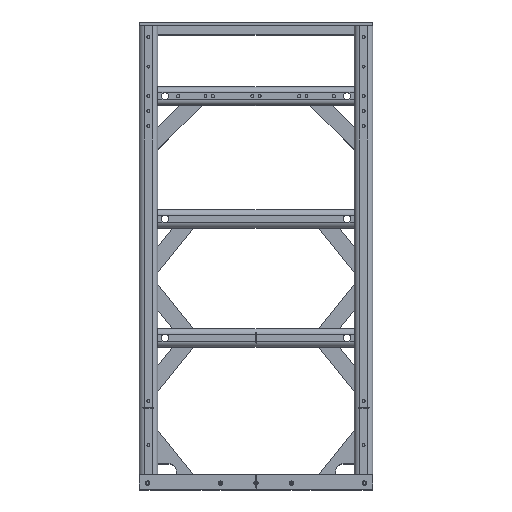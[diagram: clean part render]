
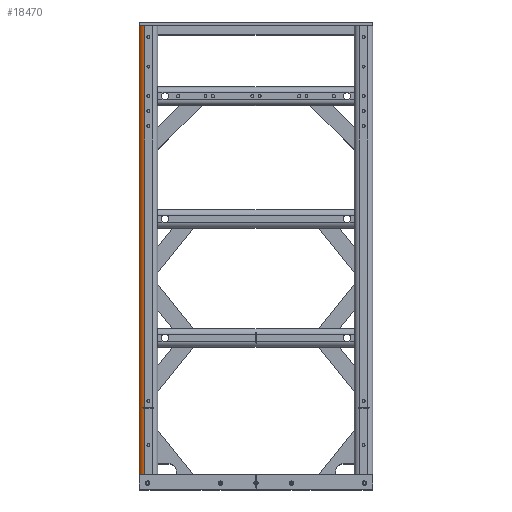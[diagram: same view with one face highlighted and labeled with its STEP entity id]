
A CAD part, top view. The second image highlights one B-rep face of the part: STEP entity #18470.
In plain terms, the highlighted cylindrical face has radius 9.525 mm (diameter 19.05 mm), a partial arc.
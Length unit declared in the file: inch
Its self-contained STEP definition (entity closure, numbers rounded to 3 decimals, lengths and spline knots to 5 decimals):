
#5173 = CARTESIAN_POINT ( 'NONE',  ( -7.87402, 0., 3.95571 ) ) ;
#5661 =( BOUNDED_CURVE ( )  B_SPLINE_CURVE ( 3, ( #5715, #5714, #5713, #5712 ),
 .UNSPECIFIED., .F., .T. ) 
 B_SPLINE_CURVE_WITH_KNOTS ( ( 4, 4 ),
 ( 0., 0.32807 ),
 .UNSPECIFIED. ) 
 CURVE ( )  GEOMETRIC_REPRESENTATION_ITEM ( )  RATIONAL_B_SPLINE_CURVE ( ( 1., 0.991, 0.991, 1. ) ) 
 REPRESENTATION_ITEM ( '' )  );
#5663 = DIRECTION ( 'NONE',  ( 0., -1., 0. ) ) ;
#5664 = VECTOR ( 'NONE', #5663, 39.37008 ) ;
#5667 = CARTESIAN_POINT ( 'NONE',  ( -7.49902, 30.27713, 4.33071 ) ) ;
#5668 = LINE ( 'NONE', #5667, #5664 ) ;
#5669 = CYLINDRICAL_SURFACE ( 'NONE', #5680, 0.375 ) ;
#5674 = DIRECTION ( 'NONE',  ( 0., -1., 0. ) ) ;
#5675 = CARTESIAN_POINT ( 'NONE',  ( -7.49902, 0., 4.33071 ) ) ;
#5676 = CARTESIAN_POINT ( 'NONE',  ( -7.49902, 30.27713, 3.95571 ) ) ;
#5677 = FACE_OUTER_BOUND ( 'NONE', #18476, .T. ) ;
#5678 = DIRECTION ( 'NONE',  ( 0., 0., -1. ) ) ;
#5680 = AXIS2_PLACEMENT_3D ( 'NONE', #5676, #5674, #5678 ) ;
#5712 = CARTESIAN_POINT ( 'NONE',  ( -7.61985, 4.51263, 4.31071 ) ) ;
#5713 = CARTESIAN_POINT ( 'NONE',  ( -7.58085, 4.49935, 4.32398 ) ) ;
#5714 = CARTESIAN_POINT ( 'NONE',  ( -7.54021, 4.49263, 4.33071 ) ) ;
#5715 = CARTESIAN_POINT ( 'NONE',  ( -7.49902, 4.49263, 4.33071 ) ) ;
#12814 = DIRECTION ( 'NONE',  ( 0., 0., 1. ) ) ;
#12816 = DIRECTION ( 'NONE',  ( 0., 1., 0. ) ) ;
#12817 = CARTESIAN_POINT ( 'NONE',  ( -7.49902, 0., 3.95571 ) ) ;
#12818 = AXIS2_PLACEMENT_3D ( 'NONE', #12817, #12816, #12814 ) ;
#12823 = DIRECTION ( 'NONE',  ( 0., 0., 1. ) ) ;
#12824 = DIRECTION ( 'NONE',  ( 0., 1., 0. ) ) ;
#12825 = CARTESIAN_POINT ( 'NONE',  ( -7.49902, 30.27713, 3.95571 ) ) ;
#12826 = AXIS2_PLACEMENT_3D ( 'NONE', #12825, #12824, #12823 ) ;
#12829 = CARTESIAN_POINT ( 'NONE',  ( -7.61985, 4.51263, 4.31071 ) ) ;
#12830 = CIRCLE ( 'NONE', #12818, 0.375 ) ;
#12832 = CARTESIAN_POINT ( 'NONE',  ( -7.49902, 4.53263, 4.33071 ) ) ;
#12834 = CARTESIAN_POINT ( 'NONE',  ( -7.87402, 30.27713, 3.95571 ) ) ;
#12836 = CIRCLE ( 'NONE', #12826, 0.375 ) ;
#12851 = CARTESIAN_POINT ( 'NONE',  ( -7.49902, 4.49263, 4.33071 ) ) ;
#12856 = DIRECTION ( 'NONE',  ( 0., -1., 0. ) ) ;
#12857 = VECTOR ( 'NONE', #12856, 39.37008 ) ;
#12862 = LINE ( 'NONE', #12864, #12857 ) ;
#12864 = CARTESIAN_POINT ( 'NONE',  ( -7.49902, 30.27713, 4.33071 ) ) ;
#12885 = CARTESIAN_POINT ( 'NONE',  ( -7.49902, 30.27713, 4.33071 ) ) ;
#12900 = CARTESIAN_POINT ( 'NONE',  ( -7.87402, 30.27713, 3.95571 ) ) ;
#12901 = LINE ( 'NONE', #12900, #12938 ) ;
#12937 = DIRECTION ( 'NONE',  ( 0., -1., 0. ) ) ;
#12938 = VECTOR ( 'NONE', #12937, 39.37008 ) ;
#12945 = CARTESIAN_POINT ( 'NONE',  ( -7.49902, 4.53263, 4.33071 ) ) ;
#12946 = CARTESIAN_POINT ( 'NONE',  ( -7.54021, 4.53263, 4.33071 ) ) ;
#12947 = CARTESIAN_POINT ( 'NONE',  ( -7.58085, 4.5259, 4.32398 ) ) ;
#12948 = CARTESIAN_POINT ( 'NONE',  ( -7.61985, 4.51263, 4.31071 ) ) ;
#12952 =( BOUNDED_CURVE ( )  B_SPLINE_CURVE ( 3, ( #12948, #12947, #12946, #12945 ),
 .UNSPECIFIED., .F., .F. ) 
 B_SPLINE_CURVE_WITH_KNOTS ( ( 4, 4 ),
 ( 2.81352, 3.14159 ),
 .UNSPECIFIED. ) 
 CURVE ( )  GEOMETRIC_REPRESENTATION_ITEM ( )  RATIONAL_B_SPLINE_CURVE ( ( 1., 0.991, 0.991, 1. ) ) 
 REPRESENTATION_ITEM ( '' )  );
#18160 = VERTEX_POINT ( 'NONE', #5173 ) ;
#18468 = VERTEX_POINT ( 'NONE', #5675 ) ;
#18470 = ADVANCED_FACE ( 'NONE', ( #5677 ), #5669, .T. ) ;
#18471 = EDGE_CURVE ( 'NONE', #18653, #18599, #5668, .T. ) ;
#18472 = ORIENTED_EDGE ( 'NONE', *, *, #18475, .T. ) ;
#18473 = ORIENTED_EDGE ( 'NONE', *, *, #18652, .T. ) ;
#18475 = EDGE_CURVE ( 'NONE', #18629, #18595, #5661, .T. ) ;
#18476 = EDGE_LOOP ( 'NONE', ( #18661, #18472, #18473, #18656, #18650, #18597, #18658 ) ) ;
#18592 = VERTEX_POINT ( 'NONE', #12834 ) ;
#18594 = EDGE_CURVE ( 'NONE', #18592, #18653, #12836, .T. ) ;
#18595 = VERTEX_POINT ( 'NONE', #12829 ) ;
#18596 = EDGE_CURVE ( 'NONE', #18160, #18468, #12830, .T. ) ;
#18597 = ORIENTED_EDGE ( 'NONE', *, *, #18655, .T. ) ;
#18599 = VERTEX_POINT ( 'NONE', #12832 ) ;
#18619 = EDGE_CURVE ( 'NONE', #18629, #18468, #12862, .T. ) ;
#18629 = VERTEX_POINT ( 'NONE', #12851 ) ;
#18650 = ORIENTED_EDGE ( 'NONE', *, *, #18594, .F. ) ;
#18652 = EDGE_CURVE ( 'NONE', #18595, #18599, #12952, .T. ) ;
#18653 = VERTEX_POINT ( 'NONE', #12885 ) ;
#18655 = EDGE_CURVE ( 'NONE', #18592, #18160, #12901, .T. ) ;
#18656 = ORIENTED_EDGE ( 'NONE', *, *, #18471, .F. ) ;
#18658 = ORIENTED_EDGE ( 'NONE', *, *, #18596, .T. ) ;
#18661 = ORIENTED_EDGE ( 'NONE', *, *, #18619, .F. ) ;
